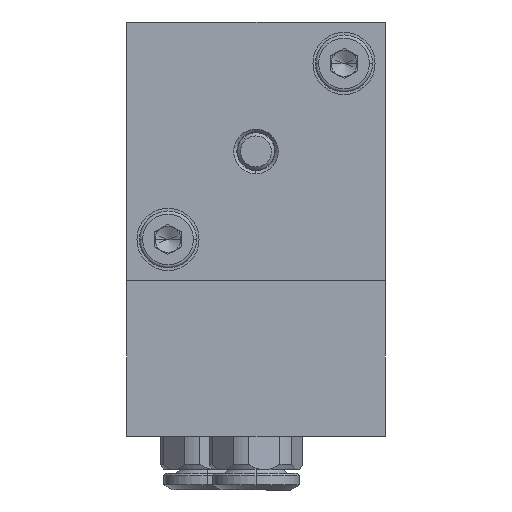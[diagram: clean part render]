
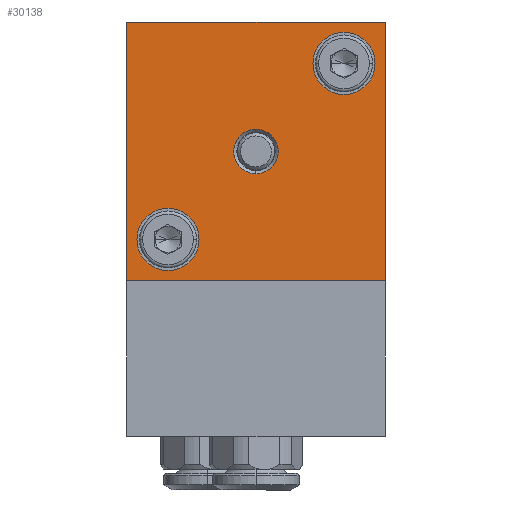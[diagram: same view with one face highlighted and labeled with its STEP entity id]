
A CAD part, front view. The second image highlights one B-rep face of the part: STEP entity #30138.
In plain terms, the highlighted planar face has unit normal (0, -1, 0).
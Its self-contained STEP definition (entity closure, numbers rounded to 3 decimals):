
#399 = CARTESIAN_POINT ( 'NONE',  ( 12.5, -12., -14.65 ) ) ;
#1263 = CARTESIAN_POINT ( 'NONE',  ( 12.5, -12., -12.5 ) ) ;
#1325 = EDGE_CURVE ( 'NONE', #32219, #39158, #4212, .T. ) ;
#1597 = EDGE_CURVE ( 'NONE', #37833, #26056, #22475, .T. ) ;
#2212 = VERTEX_POINT ( 'NONE', #21250 ) ;
#2703 = DIRECTION ( 'NONE',  ( 0., -1., 0. ) ) ;
#3036 = CARTESIAN_POINT ( 'NONE',  ( 21., -12., -4. ) ) ;
#3317 = PLANE ( 'NONE',  #37592 ) ;
#3413 = FACE_BOUND ( 'NONE', #43056, .T. ) ;
#3823 = DIRECTION ( 'NONE',  ( 0., 0., 1. ) ) ;
#4212 = CIRCLE ( 'NONE', #27425, 2.15 ) ;
#4487 = LINE ( 'NONE', #7403, #23349 ) ;
#4765 = DIRECTION ( 'NONE',  ( 0., 0., -1. ) ) ;
#5380 = CARTESIAN_POINT ( 'NONE',  ( 21., -12., -7. ) ) ;
#5842 = DIRECTION ( 'NONE',  ( 0., 1., 0. ) ) ;
#6291 = EDGE_CURVE ( 'NONE', #36480, #40036, #15285, .T. ) ;
#6613 = DIRECTION ( 'NONE',  ( 0., 0., 1. ) ) ;
#6900 = CARTESIAN_POINT ( 'NONE',  ( 0., -12., -25. ) ) ;
#7403 = CARTESIAN_POINT ( 'NONE',  ( 25., -12., -25. ) ) ;
#7532 = DIRECTION ( 'NONE',  ( 0., 0., -1. ) ) ;
#7757 = EDGE_LOOP ( 'NONE', ( #35370, #29455, #13968, #28626 ) ) ;
#9191 = VERTEX_POINT ( 'NONE', #43395 ) ;
#9314 = ORIENTED_EDGE ( 'NONE', *, *, #14249, .F. ) ;
#10122 = EDGE_CURVE ( 'NONE', #26056, #37833, #22216, .T. ) ;
#10852 = VECTOR ( 'NONE', #20157, 1000. ) ;
#11335 = EDGE_LOOP ( 'NONE', ( #9314, #31688 ) ) ;
#11973 = LINE ( 'NONE', #37723, #10852 ) ;
#12588 = VECTOR ( 'NONE', #31535, 1000. ) ;
#13106 = ORIENTED_EDGE ( 'NONE', *, *, #26141, .T. ) ;
#13325 = AXIS2_PLACEMENT_3D ( 'NONE', #38967, #17829, #42502 ) ;
#13818 = DIRECTION ( 'NONE',  ( 0., 1., 0. ) ) ;
#13914 = FACE_OUTER_BOUND ( 'NONE', #7757, .T. ) ;
#13968 = ORIENTED_EDGE ( 'NONE', *, *, #20524, .T. ) ;
#14249 = EDGE_CURVE ( 'NONE', #17810, #2212, #17097, .T. ) ;
#15285 = LINE ( 'NONE', #18180, #41276 ) ;
#17097 = CIRCLE ( 'NONE', #28676, 3. ) ;
#17810 = VERTEX_POINT ( 'NONE', #24813 ) ;
#17829 = DIRECTION ( 'NONE',  ( 0., -1., 0. ) ) ;
#18180 = CARTESIAN_POINT ( 'NONE',  ( 0., -12., -25. ) ) ;
#18457 = CARTESIAN_POINT ( 'NONE',  ( 21., -12., -4. ) ) ;
#18498 = ORIENTED_EDGE ( 'NONE', *, *, #1325, .T. ) ;
#19882 = VERTEX_POINT ( 'NONE', #25234 ) ;
#20157 = DIRECTION ( 'NONE',  ( -1., 0., 0. ) ) ;
#20524 = EDGE_CURVE ( 'NONE', #9191, #36480, #11973, .T. ) ;
#20698 = CARTESIAN_POINT ( 'NONE',  ( 12.5, -12., -10.35 ) ) ;
#20996 = ORIENTED_EDGE ( 'NONE', *, *, #1597, .F. ) ;
#21250 = CARTESIAN_POINT ( 'NONE',  ( 4., -12., -24. ) ) ;
#22038 = DIRECTION ( 'NONE',  ( 0., 0., 1. ) ) ;
#22216 = CIRCLE ( 'NONE', #24497, 3. ) ;
#22260 = FACE_BOUND ( 'NONE', #37970, .T. ) ;
#22475 = CIRCLE ( 'NONE', #28904, 3. ) ;
#23349 = VECTOR ( 'NONE', #3823, 1000. ) ;
#23644 = CARTESIAN_POINT ( 'NONE',  ( 0., -12., -25. ) ) ;
#23911 = CARTESIAN_POINT ( 'NONE',  ( 4., -12., -21. ) ) ;
#24282 = CIRCLE ( 'NONE', #13325, 3. ) ;
#24497 = AXIS2_PLACEMENT_3D ( 'NONE', #18457, #43163, #22038 ) ;
#24557 = CARTESIAN_POINT ( 'NONE',  ( 21., -12., -1. ) ) ;
#24813 = CARTESIAN_POINT ( 'NONE',  ( 4., -12., -18. ) ) ;
#25234 = CARTESIAN_POINT ( 'NONE',  ( 25., -12., -25. ) ) ;
#25327 = LINE ( 'NONE', #42194, #12588 ) ;
#25771 = CARTESIAN_POINT ( 'NONE',  ( 0., -12., 0. ) ) ;
#25966 = DIRECTION ( 'NONE',  ( 0., 1., 0. ) ) ;
#26056 = VERTEX_POINT ( 'NONE', #5380 ) ;
#26141 = EDGE_CURVE ( 'NONE', #39158, #32219, #45682, .T. ) ;
#27034 = CARTESIAN_POINT ( 'NONE',  ( 12.5, -12., -12.5 ) ) ;
#27425 = AXIS2_PLACEMENT_3D ( 'NONE', #1263, #25966, #4765 ) ;
#27437 = DIRECTION ( 'NONE',  ( 0., 0., 1. ) ) ;
#27777 = DIRECTION ( 'NONE',  ( 0., -1., 0. ) ) ;
#28626 = ORIENTED_EDGE ( 'NONE', *, *, #6291, .T. ) ;
#28676 = AXIS2_PLACEMENT_3D ( 'NONE', #23911, #2703, #27437 ) ;
#28904 = AXIS2_PLACEMENT_3D ( 'NONE', #3036, #27777, #6613 ) ;
#29455 = ORIENTED_EDGE ( 'NONE', *, *, #32343, .T. ) ;
#30138 = ADVANCED_FACE ( 'NONE', ( #13914, #22260, #3413, #43230 ), #3317, .F. ) ;
#30566 = DIRECTION ( 'NONE',  ( 0., 0., -1. ) ) ;
#31322 = ORIENTED_EDGE ( 'NONE', *, *, #10122, .F. ) ;
#31535 = DIRECTION ( 'NONE',  ( 1., 0., 0. ) ) ;
#31688 = ORIENTED_EDGE ( 'NONE', *, *, #43021, .F. ) ;
#32219 = VERTEX_POINT ( 'NONE', #20698 ) ;
#32343 = EDGE_CURVE ( 'NONE', #19882, #9191, #4487, .T. ) ;
#34726 = EDGE_CURVE ( 'NONE', #40036, #19882, #25327, .T. ) ;
#35167 = DIRECTION ( 'NONE',  ( 0., 0., -1. ) ) ;
#35370 = ORIENTED_EDGE ( 'NONE', *, *, #34726, .T. ) ;
#36480 = VERTEX_POINT ( 'NONE', #25771 ) ;
#37592 = AXIS2_PLACEMENT_3D ( 'NONE', #6900, #13818, #35167 ) ;
#37723 = CARTESIAN_POINT ( 'NONE',  ( 25., -12., 0. ) ) ;
#37833 = VERTEX_POINT ( 'NONE', #24557 ) ;
#37970 = EDGE_LOOP ( 'NONE', ( #20996, #31322 ) ) ;
#38967 = CARTESIAN_POINT ( 'NONE',  ( 4., -12., -21. ) ) ;
#39158 = VERTEX_POINT ( 'NONE', #399 ) ;
#40036 = VERTEX_POINT ( 'NONE', #23644 ) ;
#40993 = AXIS2_PLACEMENT_3D ( 'NONE', #27034, #5842, #30566 ) ;
#41276 = VECTOR ( 'NONE', #7532, 1000. ) ;
#42194 = CARTESIAN_POINT ( 'NONE',  ( 25., -12., -25. ) ) ;
#42502 = DIRECTION ( 'NONE',  ( 0., 0., 1. ) ) ;
#43021 = EDGE_CURVE ( 'NONE', #2212, #17810, #24282, .T. ) ;
#43056 = EDGE_LOOP ( 'NONE', ( #18498, #13106 ) ) ;
#43163 = DIRECTION ( 'NONE',  ( 0., -1., 0. ) ) ;
#43230 = FACE_BOUND ( 'NONE', #11335, .T. ) ;
#43395 = CARTESIAN_POINT ( 'NONE',  ( 25., -12., 0. ) ) ;
#45682 = CIRCLE ( 'NONE', #40993, 2.15 ) ;
